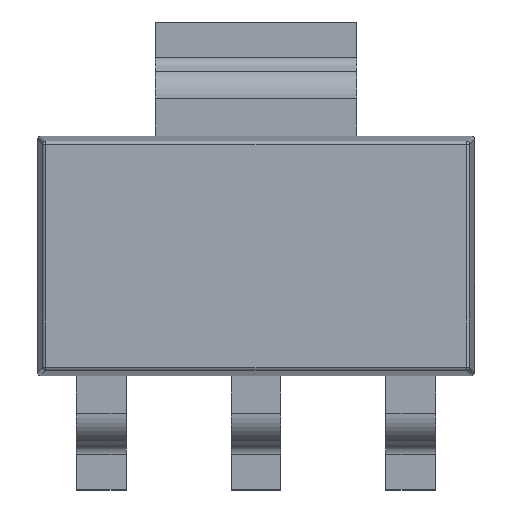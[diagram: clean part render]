
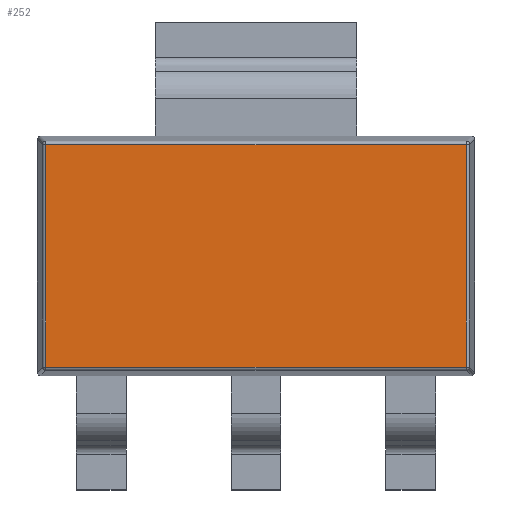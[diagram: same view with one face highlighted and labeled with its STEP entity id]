
A CAD part, top view. The second image highlights one B-rep face of the part: STEP entity #252.
In plain terms, the highlighted planar face has unit normal (0, 0, 1).
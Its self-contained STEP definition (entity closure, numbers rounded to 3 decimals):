
#252 = ADVANCED_FACE('',(#253),#287,.T.);
#253 = FACE_BOUND('',#254,.T.);
#254 = EDGE_LOOP('',(#255,#265,#273,#281));
#255 = ORIENTED_EDGE('',*,*,#256,.T.);
#256 = EDGE_CURVE('',#257,#259,#261,.T.);
#257 = VERTEX_POINT('',#258);
#258 = CARTESIAN_POINT('',(-3.125,-1.595,1.68));
#259 = VERTEX_POINT('',#260);
#260 = CARTESIAN_POINT('',(3.125,-1.595,1.68));
#261 = LINE('',#262,#263);
#262 = CARTESIAN_POINT('',(3.171,-1.595,1.68));
#263 = VECTOR('',#264,1.);
#264 = DIRECTION('',(1.,0.,0.));
#265 = ORIENTED_EDGE('',*,*,#266,.T.);
#266 = EDGE_CURVE('',#259,#267,#269,.T.);
#267 = VERTEX_POINT('',#268);
#268 = CARTESIAN_POINT('',(3.125,1.715,1.68));
#269 = LINE('',#270,#271);
#270 = CARTESIAN_POINT('',(3.125,1.761,1.68));
#271 = VECTOR('',#272,1.);
#272 = DIRECTION('',(0.,1.,0.));
#273 = ORIENTED_EDGE('',*,*,#274,.T.);
#274 = EDGE_CURVE('',#267,#275,#277,.T.);
#275 = VERTEX_POINT('',#276);
#276 = CARTESIAN_POINT('',(-3.125,1.715,1.68));
#277 = LINE('',#278,#279);
#278 = CARTESIAN_POINT('',(-3.171,1.715,1.68));
#279 = VECTOR('',#280,1.);
#280 = DIRECTION('',(-1.,0.,0.));
#281 = ORIENTED_EDGE('',*,*,#282,.T.);
#282 = EDGE_CURVE('',#275,#257,#283,.T.);
#283 = LINE('',#284,#285);
#284 = CARTESIAN_POINT('',(-3.125,-1.641,1.68));
#285 = VECTOR('',#286,1.);
#286 = DIRECTION('',(0.,-1.,0.));
#287 = PLANE('',#288);
#288 = AXIS2_PLACEMENT_3D('',#289,#290,#291);
#289 = CARTESIAN_POINT('',(3.25,1.84,1.68));
#290 = DIRECTION('',(0.,0.,1.));
#291 = DIRECTION('',(0.,1.,0.));
